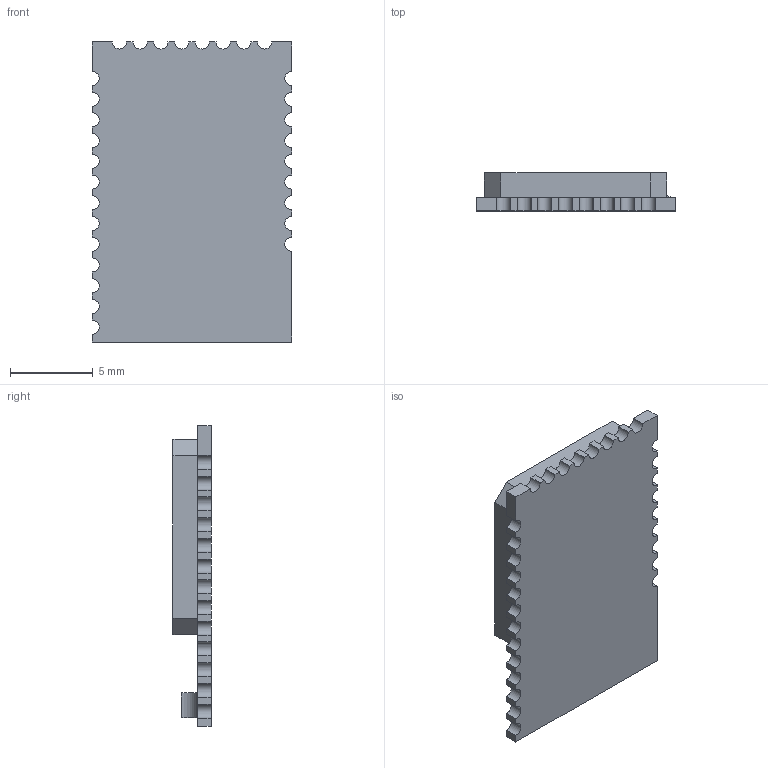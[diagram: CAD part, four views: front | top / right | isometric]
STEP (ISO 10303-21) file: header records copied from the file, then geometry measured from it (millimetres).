
FILE_DESCRIPTION (( 'STEP AP214' ), '1' );
FILE_NAME ('User Library-BLE112A.STEP', '2013-09-06T12:11:17', ( 'Windows User' ), ( '' ), 'SwSTEP 2.0', 'SolidWorks 2013', '' );
FILE_SCHEMA (( 'AUTOMOTIVE_DESIGN' ));
Length unit declared in the file: millimetre
Products named in the file (1): User Library-BLE112A
Bounding box: 12.05 x 2.3 x 18.1 mm (x, y, z)
Volume: 364.5 mm3; surface area: 552.5 mm2
Topology: 1 solids, 1 shells, 80 faces, 229 edges, 152 vertices
Faces by surface type: plane 48, cylinder 32
Entity records: 3535 total; most frequent: CARTESIAN_POINT 462, ORIENTED_EDGE 458, DIRECTION 455, EDGE_CURVE 229, VECTOR 165, LINE 165, VERTEX_POINT 152, AXIS2_PLACEMENT_3D 145
